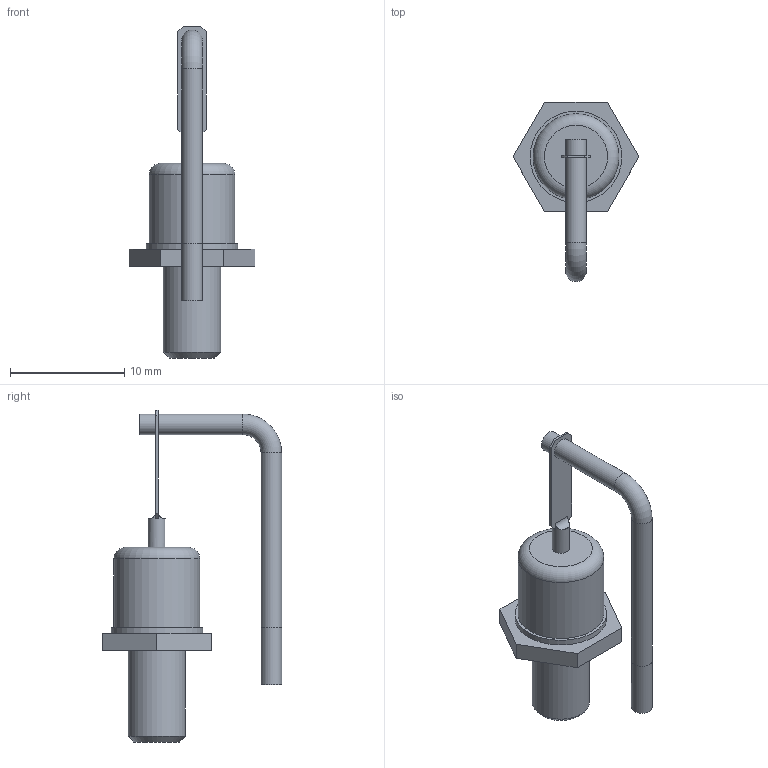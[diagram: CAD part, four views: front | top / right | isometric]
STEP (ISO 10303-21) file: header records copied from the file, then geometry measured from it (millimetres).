
FILE_DESCRIPTION(('FreeCAD Model'),'2;1');
FILE_NAME('Open CASCADE Shape Model','2022-12-10T07:54:22',(''),(''), 'Open CASCADE STEP processor 7.6','FreeCAD','Unknown');
FILE_SCHEMA(('AUTOMOTIVE_DESIGN { 1 0 10303 214 1 1 1 1 }'));
Length unit declared in the file: millimetre
Products named in the file (3): KY712; Dioda; Vodič
Assembly tree (2 placements, depth 2):
  KY712
    Dioda
    Vodič
Bounding box: 11 x 15.66 x 29 mm (x, y, z)
Volume: 696 mm3; surface area: 744.9 mm2
Topology: 2 solids, 2 shells, 39 faces, 88 edges, 57 vertices
Faces by surface type: plane 26, cylinder 10, torus 2, cone 1
Full cylindrical faces by diameter (mm): 1.5 x1, 1.8 x4, 5 x1, 7.5 x1, 8 x1
Entity records: 2594 total; most frequent: CARTESIAN_POINT 699, DIRECTION 353, LINE 213, VECTOR 213, ORIENTED_EDGE 176, PCURVE 176, DEFINITIONAL_REPRESENTATION 176, EDGE_CURVE 88
